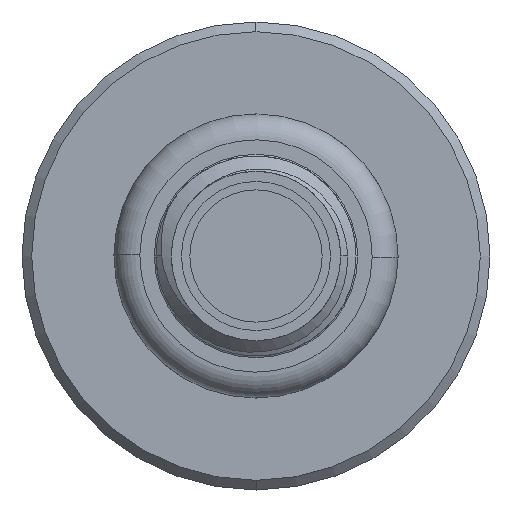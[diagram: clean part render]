
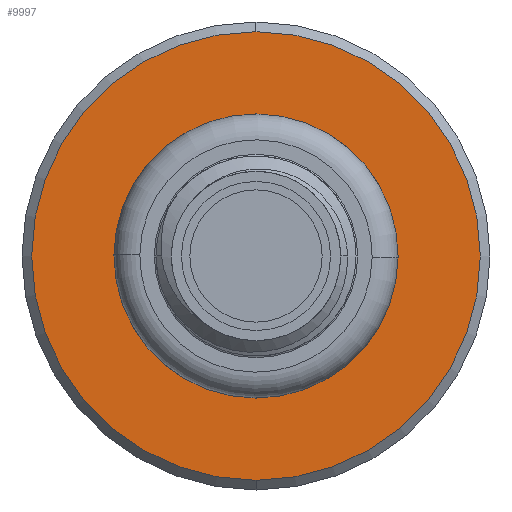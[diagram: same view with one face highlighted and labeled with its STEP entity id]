
A CAD part, left-side view. The second image highlights one B-rep face of the part: STEP entity #9997.
In plain terms, the highlighted planar face has unit normal (-1, 0, 0).
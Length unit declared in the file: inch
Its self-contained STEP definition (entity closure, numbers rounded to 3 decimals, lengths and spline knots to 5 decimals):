
#360 = AXIS2_PLACEMENT_3D ( 'NONE', #12639, #1462, #11769 ) ;
#710 = VERTEX_POINT ( 'NONE', #12233 ) ;
#1058 = ORIENTED_EDGE ( 'NONE', *, *, #4593, .T. ) ;
#1309 = DIRECTION ( 'NONE',  ( 0., 1., 0. ) ) ;
#1462 = DIRECTION ( 'NONE',  ( -1., 0., 0. ) ) ;
#1604 = EDGE_CURVE ( 'NONE', #10545, #7802, #3255, .T. ) ;
#2754 = CIRCLE ( 'NONE', #4027, 0.17323 ) ;
#2910 = CARTESIAN_POINT ( 'NONE',  ( 0.39764, 0., 0. ) ) ;
#3023 = DIRECTION ( 'NONE',  ( 0., -1., 0. ) ) ;
#3255 = CIRCLE ( 'NONE', #5393, 0.27362 ) ;
#3612 = PLANE ( 'NONE',  #360 ) ;
#3976 = DIRECTION ( 'NONE',  ( -1., 0., 0. ) ) ;
#4027 = AXIS2_PLACEMENT_3D ( 'NONE', #9673, #7796, #7668 ) ;
#4039 = DIRECTION ( 'NONE',  ( 0., -1., 0. ) ) ;
#4332 = CARTESIAN_POINT ( 'NONE',  ( 0.39764, 0., 0. ) ) ;
#4593 = EDGE_CURVE ( 'NONE', #7802, #10545, #4871, .T. ) ;
#4871 = CIRCLE ( 'NONE', #12346, 0.27362 ) ;
#5084 = EDGE_CURVE ( 'NONE', #710, #5702, #2754, .T. ) ;
#5177 = ORIENTED_EDGE ( 'NONE', *, *, #10508, .T. ) ;
#5393 = AXIS2_PLACEMENT_3D ( 'NONE', #2910, #3976, #4039 ) ;
#5702 = VERTEX_POINT ( 'NONE', #6232 ) ;
#5790 = EDGE_LOOP ( 'NONE', ( #8907, #5177 ) ) ;
#6232 = CARTESIAN_POINT ( 'NONE',  ( 0.39764, -0.17323, 0. ) ) ;
#6611 = FACE_BOUND ( 'NONE', #5790, .T. ) ;
#7016 = CARTESIAN_POINT ( 'NONE',  ( 0.39764, 0., -0.27362 ) ) ;
#7028 = DIRECTION ( 'NONE',  ( -1., 0., 0. ) ) ;
#7668 = DIRECTION ( 'NONE',  ( 0., 1., 0. ) ) ;
#7796 = DIRECTION ( 'NONE',  ( 1., 0., 0. ) ) ;
#7802 = VERTEX_POINT ( 'NONE', #7016 ) ;
#8279 = CIRCLE ( 'NONE', #10838, 0.17323 ) ;
#8404 = DIRECTION ( 'NONE',  ( 1., 0., 0. ) ) ;
#8907 = ORIENTED_EDGE ( 'NONE', *, *, #5084, .T. ) ;
#9627 = FACE_OUTER_BOUND ( 'NONE', #11901, .T. ) ;
#9673 = CARTESIAN_POINT ( 'NONE',  ( 0.39764, 0., 0. ) ) ;
#9997 = ADVANCED_FACE ( 'NONE', ( #6611, #9627 ), #3612, .T. ) ;
#10508 = EDGE_CURVE ( 'NONE', #5702, #710, #8279, .T. ) ;
#10545 = VERTEX_POINT ( 'NONE', #12008 ) ;
#10838 = AXIS2_PLACEMENT_3D ( 'NONE', #4332, #8404, #1309 ) ;
#11769 = DIRECTION ( 'NONE',  ( 0., 0., 1. ) ) ;
#11901 = EDGE_LOOP ( 'NONE', ( #1058, #12726 ) ) ;
#12008 = CARTESIAN_POINT ( 'NONE',  ( 0.39764, 0., 0.27362 ) ) ;
#12180 = CARTESIAN_POINT ( 'NONE',  ( 0.39764, 0., 0. ) ) ;
#12233 = CARTESIAN_POINT ( 'NONE',  ( 0.39764, 0.17323, 0. ) ) ;
#12346 = AXIS2_PLACEMENT_3D ( 'NONE', #12180, #7028, #3023 ) ;
#12639 = CARTESIAN_POINT ( 'NONE',  ( 0.39764, 0., 0. ) ) ;
#12726 = ORIENTED_EDGE ( 'NONE', *, *, #1604, .T. ) ;
